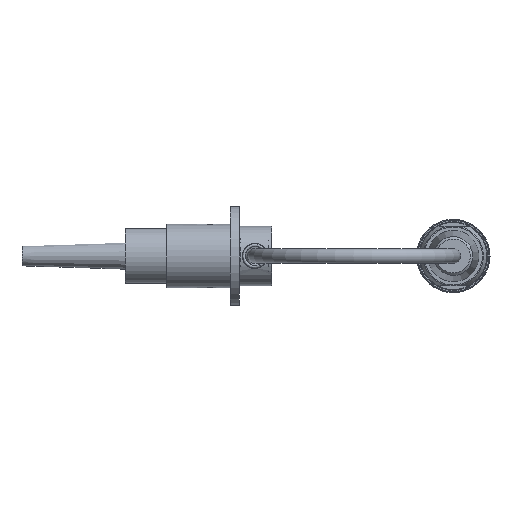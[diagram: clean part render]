
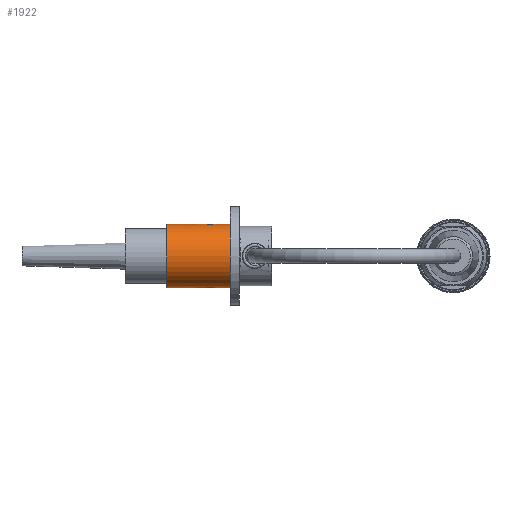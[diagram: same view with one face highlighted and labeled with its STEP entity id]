
A CAD part, front view. The second image highlights one B-rep face of the part: STEP entity #1922.
In plain terms, the highlighted cylindrical face has radius 8 mm (diameter 16 mm), a full revolution.
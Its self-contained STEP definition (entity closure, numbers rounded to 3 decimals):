
#226=B_SPLINE_CURVE_WITH_KNOTS('',3,(#7117,#7118,#7119,#7120,#7121,#7122,
#7123,#7124,#7125,#7126,#7127,#7128,#7129,#7130,#7131,#7132,#7133,#7134,
#7135,#7136,#7137,#7138,#7139,#7140,#7141,#7142,#7143,#7144,#7145,#7146,
#7147,#7148,#7149,#7150),.UNSPECIFIED.,.T.,.F.,(4,2,2,2,2,2,2,2,2,2,2,2,
2,2,2,2,4),(0.,0.028,0.057,0.085,
0.113,0.141,0.17,0.198,
0.226,0.254,0.283,0.311,
0.339,0.368,0.396,0.424,
0.452),.UNSPECIFIED.);
#229=B_SPLINE_CURVE_WITH_KNOTS('',3,(#7223,#7224,#7225,#7226,#7227,#7228,
#7229,#7230,#7231,#7232,#7233,#7234,#7235,#7236,#7237,#7238,#7239,#7240,
#7241,#7242,#7243,#7244,#7245,#7246,#7247,#7248,#7249,#7250,#7251,#7252,
#7253,#7254,#7255,#7256),.UNSPECIFIED.,.T.,.F.,(4,2,2,2,2,2,2,2,2,2,2,2,
2,2,2,2,4),(0.,0.028,0.057,0.085,
0.113,0.141,0.17,0.198,
0.226,0.254,0.283,0.311,
0.339,0.368,0.396,0.424,
0.452),.UNSPECIFIED.);
#326=FACE_BOUND('',#557,.T.);
#327=FACE_BOUND('',#558,.T.);
#328=FACE_BOUND('',#559,.T.);
#407=FACE_OUTER_BOUND('',#556,.T.);
#556=EDGE_LOOP('',(#1298));
#557=EDGE_LOOP('',(#1299));
#558=EDGE_LOOP('',(#1300));
#559=EDGE_LOOP('',(#1301));
#751=CIRCLE('',#2092,8.);
#752=CIRCLE('',#2094,8.);
#870=VERTEX_POINT('',#7116);
#873=VERTEX_POINT('',#7222);
#878=VERTEX_POINT('',#7335);
#879=VERTEX_POINT('',#7338);
#1046=EDGE_CURVE('',#870,#870,#226,.T.);
#1049=EDGE_CURVE('',#873,#873,#229,.T.);
#1054=EDGE_CURVE('',#878,#878,#751,.T.);
#1055=EDGE_CURVE('',#879,#879,#752,.T.);
#1298=ORIENTED_EDGE('',*,*,#1054,.T.);
#1299=ORIENTED_EDGE('',*,*,#1049,.T.);
#1300=ORIENTED_EDGE('',*,*,#1046,.T.);
#1301=ORIENTED_EDGE('',*,*,#1055,.F.);
#1731=CYLINDRICAL_SURFACE('',#2093,8.);
#1922=ADVANCED_FACE('',(#407,#326,#327,#328),#1731,.T.);
#2092=AXIS2_PLACEMENT_3D('',#7336,#2369,#2370);
#2093=AXIS2_PLACEMENT_3D('',#7337,#2371,#2372);
#2094=AXIS2_PLACEMENT_3D('',#7339,#2373,#2374);
#2369=DIRECTION('center_axis',(1.,0.,0.));
#2370=DIRECTION('ref_axis',(0.,1.,0.));
#2371=DIRECTION('center_axis',(1.,0.,0.));
#2372=DIRECTION('ref_axis',(0.,0.,1.));
#2373=DIRECTION('center_axis',(1.,0.,0.));
#2374=DIRECTION('ref_axis',(0.,1.,0.));
#7116=CARTESIAN_POINT('',(-61.2,-0.75,-7.965));
#7117=CARTESIAN_POINT('Ctrl Pts',(-61.2,-0.75,
-7.965));
#7118=CARTESIAN_POINT('Ctrl Pts',(-61.106,-0.75,
-7.965));
#7119=CARTESIAN_POINT('Ctrl Pts',(-61.005,-0.731,
-7.967));
#7120=CARTESIAN_POINT('Ctrl Pts',(-60.821,-0.655,
-7.973));
#7121=CARTESIAN_POINT('Ctrl Pts',(-60.736,-0.597,
-7.978));
#7122=CARTESIAN_POINT('Ctrl Pts',(-60.603,-0.464,-7.987));
#7123=CARTESIAN_POINT('Ctrl Pts',(-60.545,-0.379,-7.992));
#7124=CARTESIAN_POINT('Ctrl Pts',(-60.469,-0.195,
-7.998));
#7125=CARTESIAN_POINT('Ctrl Pts',(-60.45,-0.094,
-8.));
#7126=CARTESIAN_POINT('Ctrl Pts',(-60.45,0.094,
-8.));
#7127=CARTESIAN_POINT('Ctrl Pts',(-60.469,0.195,-7.998));
#7128=CARTESIAN_POINT('Ctrl Pts',(-60.545,0.379,-7.992));
#7129=CARTESIAN_POINT('Ctrl Pts',(-60.603,0.464,-7.987));
#7130=CARTESIAN_POINT('Ctrl Pts',(-60.736,0.597,-7.978));
#7131=CARTESIAN_POINT('Ctrl Pts',(-60.821,0.655,-7.973));
#7132=CARTESIAN_POINT('Ctrl Pts',(-61.005,0.731,-7.967));
#7133=CARTESIAN_POINT('Ctrl Pts',(-61.106,0.75,-7.965));
#7134=CARTESIAN_POINT('Ctrl Pts',(-61.294,0.75,-7.965));
#7135=CARTESIAN_POINT('Ctrl Pts',(-61.395,0.731,-7.967));
#7136=CARTESIAN_POINT('Ctrl Pts',(-61.579,0.655,-7.973));
#7137=CARTESIAN_POINT('Ctrl Pts',(-61.664,0.597,-7.978));
#7138=CARTESIAN_POINT('Ctrl Pts',(-61.797,0.464,-7.987));
#7139=CARTESIAN_POINT('Ctrl Pts',(-61.855,0.379,-7.992));
#7140=CARTESIAN_POINT('Ctrl Pts',(-61.931,0.195,-7.998));
#7141=CARTESIAN_POINT('Ctrl Pts',(-61.95,0.094,
-8.));
#7142=CARTESIAN_POINT('Ctrl Pts',(-61.95,-0.094,
-8.));
#7143=CARTESIAN_POINT('Ctrl Pts',(-61.931,-0.195,-7.998));
#7144=CARTESIAN_POINT('Ctrl Pts',(-61.855,-0.379,-7.992));
#7145=CARTESIAN_POINT('Ctrl Pts',(-61.797,-0.464,
-7.987));
#7146=CARTESIAN_POINT('Ctrl Pts',(-61.664,-0.597,
-7.978));
#7147=CARTESIAN_POINT('Ctrl Pts',(-61.579,-0.655,
-7.973));
#7148=CARTESIAN_POINT('Ctrl Pts',(-61.395,-0.731,
-7.967));
#7149=CARTESIAN_POINT('Ctrl Pts',(-61.294,-0.75,
-7.965));
#7150=CARTESIAN_POINT('Ctrl Pts',(-61.2,-0.75,
-7.965));
#7222=CARTESIAN_POINT('',(-61.2,-0.75,7.965));
#7223=CARTESIAN_POINT('Ctrl Pts',(-61.2,-0.75,7.965));
#7224=CARTESIAN_POINT('Ctrl Pts',(-61.294,-0.75,
7.965));
#7225=CARTESIAN_POINT('Ctrl Pts',(-61.395,-0.731,
7.967));
#7226=CARTESIAN_POINT('Ctrl Pts',(-61.579,-0.655,
7.973));
#7227=CARTESIAN_POINT('Ctrl Pts',(-61.664,-0.597,
7.978));
#7228=CARTESIAN_POINT('Ctrl Pts',(-61.797,-0.464,
7.987));
#7229=CARTESIAN_POINT('Ctrl Pts',(-61.855,-0.379,
7.992));
#7230=CARTESIAN_POINT('Ctrl Pts',(-61.931,-0.195,
7.998));
#7231=CARTESIAN_POINT('Ctrl Pts',(-61.95,-0.094,
8.));
#7232=CARTESIAN_POINT('Ctrl Pts',(-61.95,0.094,8.));
#7233=CARTESIAN_POINT('Ctrl Pts',(-61.931,0.195,7.998));
#7234=CARTESIAN_POINT('Ctrl Pts',(-61.855,0.379,7.992));
#7235=CARTESIAN_POINT('Ctrl Pts',(-61.797,0.464,7.987));
#7236=CARTESIAN_POINT('Ctrl Pts',(-61.664,0.597,7.978));
#7237=CARTESIAN_POINT('Ctrl Pts',(-61.579,0.655,7.973));
#7238=CARTESIAN_POINT('Ctrl Pts',(-61.395,0.731,7.967));
#7239=CARTESIAN_POINT('Ctrl Pts',(-61.294,0.75,7.965));
#7240=CARTESIAN_POINT('Ctrl Pts',(-61.106,0.75,7.965));
#7241=CARTESIAN_POINT('Ctrl Pts',(-61.005,0.731,7.967));
#7242=CARTESIAN_POINT('Ctrl Pts',(-60.821,0.655,7.973));
#7243=CARTESIAN_POINT('Ctrl Pts',(-60.736,0.597,7.978));
#7244=CARTESIAN_POINT('Ctrl Pts',(-60.603,0.464,7.987));
#7245=CARTESIAN_POINT('Ctrl Pts',(-60.545,0.379,7.992));
#7246=CARTESIAN_POINT('Ctrl Pts',(-60.469,0.195,7.998));
#7247=CARTESIAN_POINT('Ctrl Pts',(-60.45,0.094,8.));
#7248=CARTESIAN_POINT('Ctrl Pts',(-60.45,-0.094,
8.));
#7249=CARTESIAN_POINT('Ctrl Pts',(-60.469,-0.195,
7.998));
#7250=CARTESIAN_POINT('Ctrl Pts',(-60.545,-0.379,
7.992));
#7251=CARTESIAN_POINT('Ctrl Pts',(-60.603,-0.464,
7.987));
#7252=CARTESIAN_POINT('Ctrl Pts',(-60.736,-0.597,7.978));
#7253=CARTESIAN_POINT('Ctrl Pts',(-60.821,-0.655,
7.973));
#7254=CARTESIAN_POINT('Ctrl Pts',(-61.005,-0.731,
7.967));
#7255=CARTESIAN_POINT('Ctrl Pts',(-61.106,-0.75,
7.965));
#7256=CARTESIAN_POINT('Ctrl Pts',(-61.2,-0.75,7.965));
#7335=CARTESIAN_POINT('',(-72.2,0.,8.));
#7336=CARTESIAN_POINT('Origin',(-72.2,0.,
0.));
#7337=CARTESIAN_POINT('Origin',(-64.2,0.,
0.));
#7338=CARTESIAN_POINT('',(-56.2,0.,8.));
#7339=CARTESIAN_POINT('Origin',(-56.2,0.,
0.));
